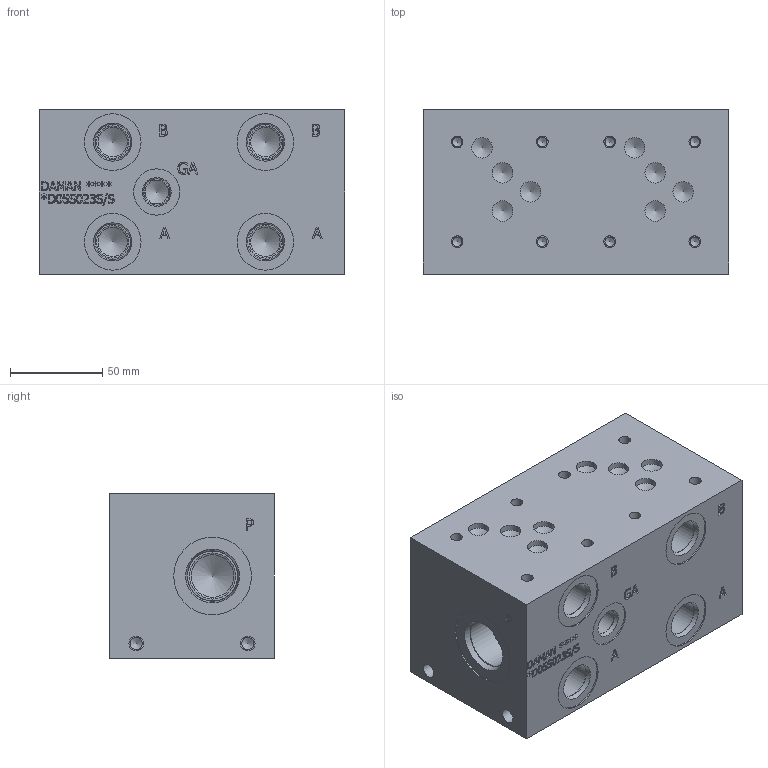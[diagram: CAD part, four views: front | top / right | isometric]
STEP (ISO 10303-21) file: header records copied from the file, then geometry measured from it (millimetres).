
FILE_DESCRIPTION(/* description */ (''),/* implementation_level */ '2;1');
FILE_NAME(/* name */ '_D05S023S~S.stp',/* time_stamp */ '2020-03-09T16:07:46-04:00',/* author */ ('alexanderw'),/* organization */ (''),/* preprocessor_version */ 'ST-DEVELOPER v17',/* originating_system */ 'Autodesk Inventor 2019',/* authorisation */ '');
FILE_SCHEMA (('AUTOMOTIVE_DESIGN { 1 0 10303 214 3 1 1 }'));
Length unit declared in the file: millimetre
Products named in the file (1): Part_AD05S023S~S_3D
Bounding box: 165.1 x 88.9 x 88.9 mm (x, y, z)
Volume: 1201484.9 mm3; surface area: 96824.5 mm2
Topology: 1 solids, 1 shells, 646 faces, 1774 edges, 1200 vertices
Faces by surface type: plane 337, bspline 181, cylinder 75, cone 53
Full cylindrical faces by diameter (mm): 5.105 x8, 6.35 x8, 6.528 x4, 7.925 x4, 11.125 x8, 12.7 x3, 12.9 x1, 14.275 x1, 14.529 x1, 15.875 x4, 17.475 x1, 17.501 x4, 19.05 x4, 19.253 x4, 22.225 x1, 23.012 x2, 23.698 x1, 24.917 x2, 25.019 x1, 25.4 x1, 26.187 x1, 26.99 x2, 27.381 x1, 27.432 x2, 30.632 x4, 42.037 x1
Entity records: 21869 total; most frequent: CARTESIAN_POINT 5946, ORIENTED_EDGE 3492, DIRECTION 2596, EDGE_CURVE 1746, VERTEX_POINT 1200, LINE 1104, VECTOR 1104, AXIS2_PLACEMENT_3D 746
